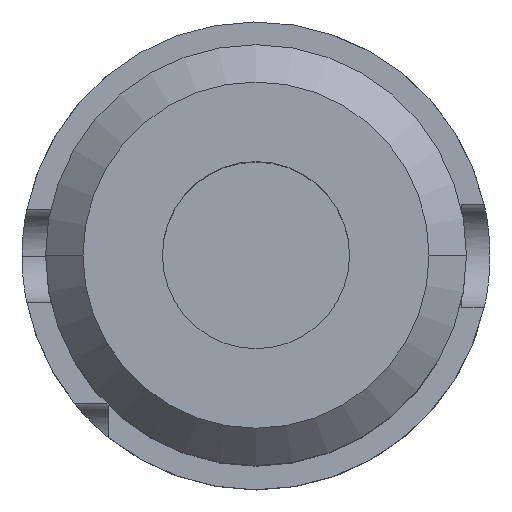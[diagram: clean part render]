
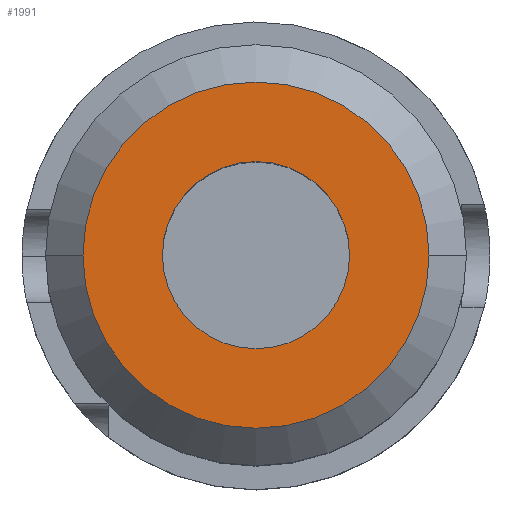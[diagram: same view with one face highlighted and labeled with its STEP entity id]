
A CAD part, top view. The second image highlights one B-rep face of the part: STEP entity #1991.
In plain terms, the highlighted planar face has unit normal (0, 0, 1).
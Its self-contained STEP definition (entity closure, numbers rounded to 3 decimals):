
#49 = EDGE_CURVE ( 'NONE', #1311, #1500, #2160, .T. ) ;
#211 = DIRECTION ( 'NONE',  ( 0., 0., -1. ) ) ;
#242 = DIRECTION ( 'NONE',  ( 1., 0., 0. ) ) ;
#244 = CARTESIAN_POINT ( 'NONE',  ( 0., 0., 120. ) ) ;
#253 = CARTESIAN_POINT ( 'NONE',  ( -20., 0., 120. ) ) ;
#288 = ORIENTED_EDGE ( 'NONE', *, *, #907, .F. ) ;
#313 = VERTEX_POINT ( 'NONE', #1736 ) ;
#393 = CARTESIAN_POINT ( 'NONE',  ( 0., 0., 120. ) ) ;
#522 = CIRCLE ( 'NONE', #1012, 20. ) ;
#614 = DIRECTION ( 'NONE',  ( -1., 0., 0. ) ) ;
#668 = DIRECTION ( 'NONE',  ( 0., 0., -1. ) ) ;
#808 = DIRECTION ( 'NONE',  ( -1., 0., 0. ) ) ;
#827 = EDGE_LOOP ( 'NONE', ( #1249, #2326 ) ) ;
#902 = DIRECTION ( 'NONE',  ( -1., 0., 0. ) ) ;
#904 = CARTESIAN_POINT ( 'NONE',  ( 20., 0., 120. ) ) ;
#907 = EDGE_CURVE ( 'NONE', #313, #2417, #2484, .T. ) ;
#947 = DIRECTION ( 'NONE',  ( 0., 0., -1. ) ) ;
#1012 = AXIS2_PLACEMENT_3D ( 'NONE', #1108, #947, #1559 ) ;
#1108 = CARTESIAN_POINT ( 'NONE',  ( 0., 0., 120. ) ) ;
#1225 = FACE_BOUND ( 'NONE', #827, .T. ) ;
#1237 = AXIS2_PLACEMENT_3D ( 'NONE', #2455, #2443, #242 ) ;
#1249 = ORIENTED_EDGE ( 'NONE', *, *, #2406, .T. ) ;
#1298 = CARTESIAN_POINT ( 'NONE',  ( -37., 0., 120. ) ) ;
#1311 = VERTEX_POINT ( 'NONE', #904 ) ;
#1398 = EDGE_CURVE ( 'NONE', #2417, #313, #2432, .T. ) ;
#1500 = VERTEX_POINT ( 'NONE', #253 ) ;
#1559 = DIRECTION ( 'NONE',  ( -1., 0., 0. ) ) ;
#1736 = CARTESIAN_POINT ( 'NONE',  ( 37., 0., 120. ) ) ;
#1792 = AXIS2_PLACEMENT_3D ( 'NONE', #393, #211, #808 ) ;
#1820 = AXIS2_PLACEMENT_3D ( 'NONE', #2032, #2225, #614 ) ;
#1991 = ADVANCED_FACE ( 'NONE', ( #1225, #2049 ), #2048, .T. ) ;
#2032 = CARTESIAN_POINT ( 'NONE',  ( 0., 0., 120. ) ) ;
#2048 = PLANE ( 'NONE',  #1237 ) ;
#2049 = FACE_OUTER_BOUND ( 'NONE', #2509, .T. ) ;
#2160 = CIRCLE ( 'NONE', #2486, 20. ) ;
#2225 = DIRECTION ( 'NONE',  ( 0., 0., -1. ) ) ;
#2326 = ORIENTED_EDGE ( 'NONE', *, *, #49, .T. ) ;
#2406 = EDGE_CURVE ( 'NONE', #1500, #1311, #522, .T. ) ;
#2417 = VERTEX_POINT ( 'NONE', #1298 ) ;
#2432 = CIRCLE ( 'NONE', #1820, 37. ) ;
#2443 = DIRECTION ( 'NONE',  ( 0., 0., 1. ) ) ;
#2455 = CARTESIAN_POINT ( 'NONE',  ( 0., 37., 120. ) ) ;
#2484 = CIRCLE ( 'NONE', #1792, 37. ) ;
#2486 = AXIS2_PLACEMENT_3D ( 'NONE', #244, #668, #902 ) ;
#2504 = ORIENTED_EDGE ( 'NONE', *, *, #1398, .F. ) ;
#2509 = EDGE_LOOP ( 'NONE', ( #2504, #288 ) ) ;
